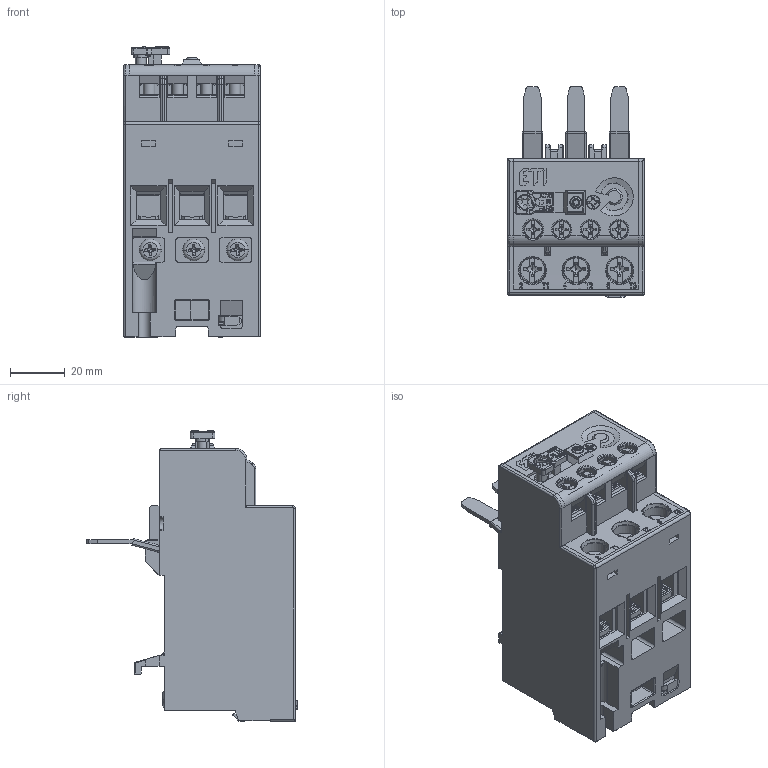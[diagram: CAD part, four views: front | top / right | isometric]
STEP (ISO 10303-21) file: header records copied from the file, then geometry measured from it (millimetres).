
FILE_DESCRIPTION((''),'2;1');
FILE_NAME('RE67-1D3_ASM','2021-06-11T',('marketing.praksa'),('Audax d.o.o.'),'CREO PARAMETRIC BY PTC INC, 2017480','CREO PARAMETRIC BY PTC INC, 2017480','');
FILE_SCHEMA(('AUTOMOTIVE_DESIGN { 1 0 10303 214 1 1 1 1 }'));
Products named in the file (34): RW67-1D3_1_4; RW67-1D3_1_5; SCREW2; BLACK1; UP-CNTA_ASM; RW67-1D3_1_6; RW67-1D3_1_7; RW67-1D3_1_8; RW67-1D3_1_3; RW67-1D3_1_9; SCREW1; C-LAMP_ASM; RW67-1D3_1_10; RW67-1D3_1_13; RW67-1D3_1_14; RW67-1D3_1_19; RW67-1D3_1_20; RW67-1D3_1_21; RW67-1D3_1_22; RW67-1D3_1_23; RW67-1D3_1_24; RW67-1D3_1_25; RW67-1D3_1_26; RW67-1D3_1_27; RW67-1D3_1_28; RW67-1D3_1_29; RW67-1D3_1_30; RW67-1D3_1_31; RW67-1D3_1_32; PRT9551; BASE_BL; BASE-BLA; PRT9554; RE67-1D3_ASM
Assembly tree (40 placements, depth 3):
  RE67-1D3_ASM
    RW67-1D3_1_4
    UP-CNTA_ASM  x3
      RW67-1D3_1_5
      SCREW2
      BLACK1
    RW67-1D3_1_6
    RW67-1D3_1_7
    RW67-1D3_1_8
    C-LAMP_ASM  x3
      RW67-1D3_1_3
      RW67-1D3_1_9
      SCREW1
    RW67-1D3_1_10
    RW67-1D3_1_13
    RW67-1D3_1_14
    RW67-1D3_1_19
    RW67-1D3_1_20
    RW67-1D3_1_21
    RW67-1D3_1_22
    RW67-1D3_1_23
    RW67-1D3_1_24
    RW67-1D3_1_25
    RW67-1D3_1_26
    RW67-1D3_1_27
    RW67-1D3_1_28
    RW67-1D3_1_29
    RW67-1D3_1_30
    RW67-1D3_1_31
    RW67-1D3_1_32
    PRT9551
    BASE_BL
    BASE-BLA
    PRT9554  x4
Bounding box: 50 x 77.2 x 106.5 mm (x, y, z)
Volume: 204489.5 mm3; surface area: 59092.6 mm2
Topology: 54 solids, 58 shells, 2966 faces, 7956 edges, 5193 vertices
Faces by surface type: plane 1728, cylinder 682, cone 158, extrusion 130, torus 110, bspline 79, revolution 60, sphere 19
Entity records: 112970 total; most frequent: CARTESIAN_POINT 21329, ORIENTED_EDGE 12036, DIRECTION 10897, PRESENTATION_STYLE_ASSIGNMENT 8370, STYLED_ITEM 8370, CURVE_STYLE 6108, EDGE_CURVE 6018, VERTEX_POINT 3968
